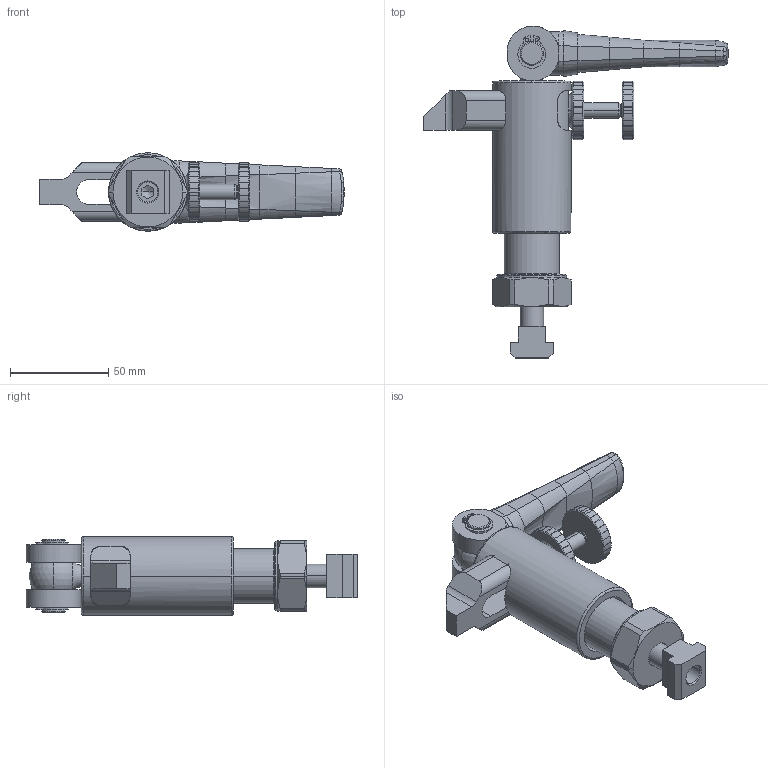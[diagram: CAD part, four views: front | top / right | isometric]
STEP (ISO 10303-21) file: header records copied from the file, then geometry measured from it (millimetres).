
FILE_DESCRIPTION(('STEP AP214'),'1');
FILE_NAME('HALDERN_EH_23310_0085.stp','2020-02-28T09:43:18',('TraceParts'),('TraceParts S.A.'),'Spatial InterOp 3D',' ',' ');
FILE_SCHEMA(('AUTOMOTIVE_DESIGN { 1 0 10303 214 1 1 1 1 }'));
Length unit declared in the file: millimetre
Products named in the file (1): HALDERN_EH_23310_0085_1
Bounding box: 155 x 169.02 x 40 mm (x, y, z)
Volume: 187299.2 mm3; surface area: 62509.1 mm2
Topology: 12 solids, 12 shells, 656 faces, 1518 edges, 891 vertices
Faces by surface type: plane 325, cylinder 189, cone 68, bspline 49, torus 22, sphere 3
Entity records: 25780 total; most frequent: CARTESIAN_POINT 5578, DIRECTION 3188, ORIENTED_EDGE 3032, EDGE_CURVE 1516, AXIS2_PLACEMENT_3D 1205, VERTEX_POINT 891, LINE 778, VECTOR 778
